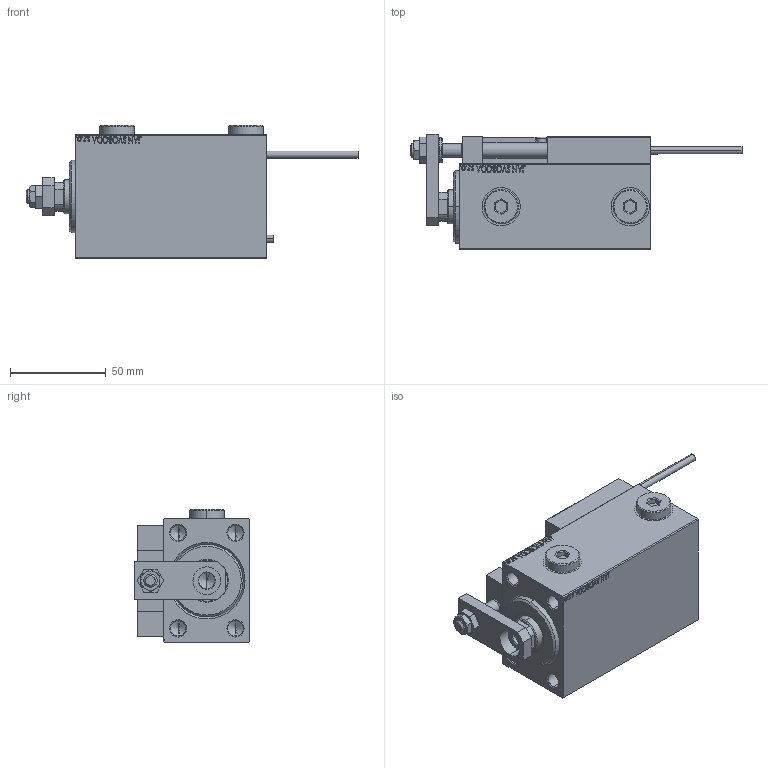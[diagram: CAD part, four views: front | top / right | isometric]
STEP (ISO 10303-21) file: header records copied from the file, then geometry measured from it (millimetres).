
FILE_DESCRIPTION (( 'STEP AP203' ), '1' );
FILE_NAME ('1a57.STEP', '2024-02-13T06:58:17', ( '' ), ( '' ), 'SwSTEP 2.0', 'SolidWorks 2019', '' );
FILE_SCHEMA (( 'CONFIG_CONTROL_DESIGN' ));
Length unit declared in the file: millimetre
Products named in the file (17): 1a57; V450CM_VC_B 8b806fd0731216673f5a53c50ec63fb8; V450CM_B_Body 8b806fd0731216673f5a53c50ec63fb8; Zatka_OIL_PORT 8b806fd0731216673f5a53c50ec63fb8; NUT_D12 8b806fd0731216673f5a53c50ec63fb8; Block 8b806fd0731216673f5a53c50ec63fb8; ALLEN BOLT D5 8b806fd0731216673f5a53c50ec63fb8; KONCOVKA 8b806fd0731216673f5a53c50ec63fb8; NUT_D10 8b806fd0731216673f5a53c50ec63fb8; TYC_L79 8b806fd0731216673f5a53c50ec63fb8; SWITCH X 8b806fd0731216673f5a53c50ec63fb8; ZARAZKA 8b806fd0731216673f5a53c50ec63fb8; SWITCH_X_FRONT_BACK 8b806fd0731216673f5a53c50ec63fb8; V450CM_B_VCP 8b806fd0731216673f5a53c50ec63fb8; MAGNET 8b806fd0731216673f5a53c50ec63fb8; SWITCH DIM B,W 8b806fd0731216673f5a53c50ec63fb8; ALLEN BOLT D8 8b806fd0731216673f5a53c50ec63fb8
Assembly tree (27 placements, depth 3):
  1a57
    V450CM_B_Body 8b806fd0731216673f5a53c50ec63fb8
    V450CM_B_VCP 8b806fd0731216673f5a53c50ec63fb8
    SWITCH X 8b806fd0731216673f5a53c50ec63fb8
      SWITCH_X_FRONT_BACK 8b806fd0731216673f5a53c50ec63fb8  x2
      TYC_L79 8b806fd0731216673f5a53c50ec63fb8
      Block 8b806fd0731216673f5a53c50ec63fb8  x2
      ALLEN BOLT D5 8b806fd0731216673f5a53c50ec63fb8  x4
      ALLEN BOLT D8 8b806fd0731216673f5a53c50ec63fb8  x4
      MAGNET 8b806fd0731216673f5a53c50ec63fb8  x2
      KONCOVKA 8b806fd0731216673f5a53c50ec63fb8  x2
    NUT_D10 8b806fd0731216673f5a53c50ec63fb8
    NUT_D12 8b806fd0731216673f5a53c50ec63fb8
    SWITCH DIM B,W 8b806fd0731216673f5a53c50ec63fb8
    ZARAZKA 8b806fd0731216673f5a53c50ec63fb8
    V450CM_VC_B 8b806fd0731216673f5a53c50ec63fb8
    Zatka_OIL_PORT 8b806fd0731216673f5a53c50ec63fb8  x2
Bounding box: 173.7 x 60.5 x 69.9 mm (x, y, z)
Volume: 319649.5 mm3; surface area: 78591.6 mm2
Topology: 26 solids, 26 shells, 1372 faces, 3272 edges, 2070 vertices
Faces by surface type: plane 595, bspline 380, cylinder 200, cone 149, torus 44, sphere 4
Entity records: 52528 total; most frequent: CARTESIAN_POINT 26527, ORIENTED_EDGE 5452, DIRECTION 3779, EDGE_CURVE 2726, VERTEX_POINT 1770, LINE 1575, VECTOR 1575, EDGE_LOOP 1266
